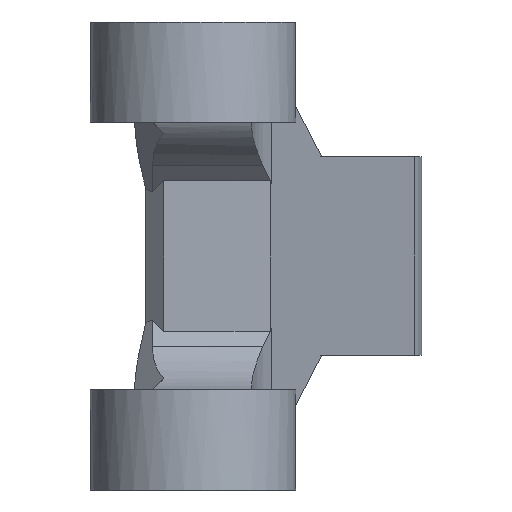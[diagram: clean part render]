
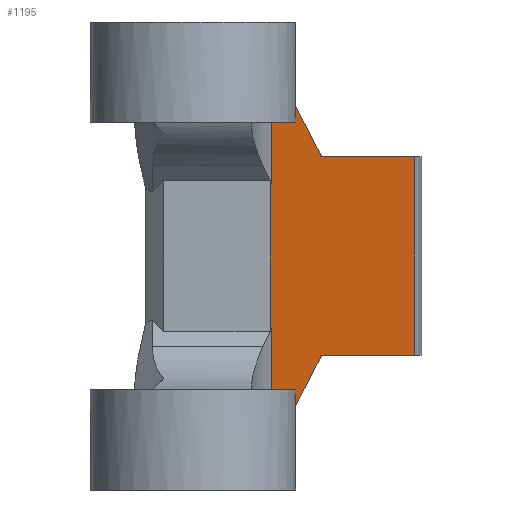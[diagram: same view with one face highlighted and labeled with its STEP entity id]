
A CAD part, left-side view. The second image highlights one B-rep face of the part: STEP entity #1195.
In plain terms, the highlighted planar face has unit normal (-0.5, -0.866, 0).
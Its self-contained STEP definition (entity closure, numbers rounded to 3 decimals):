
#14 = EDGE_CURVE ( 'NONE', #803, #1338, #75, .T. ) ;
#45 = EDGE_CURVE ( 'NONE', #1341, #1333, #1332, .T. ) ;
#53 = VERTEX_POINT ( 'NONE', #1110 ) ;
#70 = LINE ( 'NONE', #804, #1326 ) ;
#75 = LINE ( 'NONE', #817, #312 ) ;
#97 = CARTESIAN_POINT ( 'NONE',  ( 3., 5.196, -31.8 ) ) ;
#98 = EDGE_CURVE ( 'NONE', #1193, #540, #1447, .T. ) ;
#135 = CARTESIAN_POINT ( 'NONE',  ( 21.249, -5.34, -2.604 ) ) ;
#151 = LINE ( 'NONE', #527, #241 ) ;
#164 = ORIENTED_EDGE ( 'NONE', *, *, #14, .T. ) ;
#173 = ORIENTED_EDGE ( 'NONE', *, *, #550, .F. ) ;
#179 = LINE ( 'NONE', #681, #346 ) ;
#220 = DIRECTION ( 'NONE',  ( 0., 0., 1. ) ) ;
#221 = EDGE_CURVE ( 'NONE', #540, #566, #151, .T. ) ;
#228 = CARTESIAN_POINT ( 'NONE',  ( 21.554, -5.516, -28.871 ) ) ;
#232 = EDGE_LOOP ( 'NONE', ( #259, #921, #1463, #173, #958, #586, #915, #558, #364, #1448, #1513, #164 ) ) ;
#241 = VECTOR ( 'NONE', #1027, 1000. ) ;
#259 = ORIENTED_EDGE ( 'NONE', *, *, #594, .T. ) ;
#293 = LINE ( 'NONE', #914, #1355 ) ;
#311 = DIRECTION ( 'NONE',  ( 0.866, -0.5, 0. ) ) ;
#312 = VECTOR ( 'NONE', #592, 1000. ) ;
#329 = DIRECTION ( 'NONE',  ( -0.623, 0.36, 0.695 ) ) ;
#346 = VECTOR ( 'NONE', #311, 1000. ) ;
#351 = CARTESIAN_POINT ( 'NONE',  ( 3., 5.196, -22.65 ) ) ;
#353 = CARTESIAN_POINT ( 'NONE',  ( 21.455, -5.459, -28.982 ) ) ;
#364 = ORIENTED_EDGE ( 'NONE', *, *, #970, .T. ) ;
#382 = CARTESIAN_POINT ( 'NONE',  ( 21.072, -5.238, -21. ) ) ;
#389 = CARTESIAN_POINT ( 'NONE',  ( 21.249, -5.34, -20.823 ) ) ;
#391 = CARTESIAN_POINT ( 'NONE',  ( 21.249, -5.34, -31.8 ) ) ;
#463 = EDGE_CURVE ( 'NONE', #1581, #794, #179, .T. ) ;
#465 = CARTESIAN_POINT ( 'NONE',  ( 21.554, -5.516, -2.929 ) ) ;
#483 = CARTESIAN_POINT ( 'NONE',  ( 27.132, -8.736, -22.65 ) ) ;
#527 = CARTESIAN_POINT ( 'NONE',  ( 19.048, -4.069, -31.666 ) ) ;
#540 = VERTEX_POINT ( 'NONE', #228 ) ;
#550 = EDGE_CURVE ( 'NONE', #1288, #566, #1242, .T. ) ;
#558 = ORIENTED_EDGE ( 'NONE', *, *, #45, .T. ) ;
#566 = VERTEX_POINT ( 'NONE', #483 ) ;
#586 = ORIENTED_EDGE ( 'NONE', *, *, #463, .F. ) ;
#591 = DIRECTION ( 'NONE',  ( -0.655, 0.378, 0.655 ) ) ;
#592 = DIRECTION ( 'NONE',  ( 0.655, -0.378, 0.655 ) ) ;
#594 = EDGE_CURVE ( 'NONE', #1338, #1193, #906, .T. ) ;
#599 = LINE ( 'NONE', #1107, #1384 ) ;
#627 = EDGE_CURVE ( 'NONE', #1288, #794, #599, .T. ) ;
#666 = EDGE_CURVE ( 'NONE', #1422, #803, #934, .T. ) ;
#681 = CARTESIAN_POINT ( 'NONE',  ( 3., 5.196, -9.15 ) ) ;
#768 = CARTESIAN_POINT ( 'NONE',  ( 38., -15.011, -22.65 ) ) ;
#794 = VERTEX_POINT ( 'NONE', #1343 ) ;
#803 = VERTEX_POINT ( 'NONE', #382 ) ;
#804 = CARTESIAN_POINT ( 'NONE',  ( 19.048, -4.069, -0.134 ) ) ;
#817 = CARTESIAN_POINT ( 'NONE',  ( 6.116, 3.397, -35.955 ) ) ;
#848 = CARTESIAN_POINT ( 'NONE',  ( 21.249, -5.34, -2.604 ) ) ;
#862 = PLANE ( 'NONE',  #1433 ) ;
#865 = DIRECTION ( 'NONE',  ( 0., 0., -1. ) ) ;
#906 = LINE ( 'NONE', #391, #1554 ) ;
#914 = CARTESIAN_POINT ( 'NONE',  ( 21.249, -5.34, -8.656 ) ) ;
#915 = ORIENTED_EDGE ( 'NONE', *, *, #1586, .T. ) ;
#921 = ORIENTED_EDGE ( 'NONE', *, *, #98, .T. ) ;
#934 = LINE ( 'NONE', #1585, #1089 ) ;
#958 = ORIENTED_EDGE ( 'NONE', *, *, #627, .T. ) ;
#968 = CARTESIAN_POINT ( 'NONE',  ( 27.132, -8.736, -9.15 ) ) ;
#970 = EDGE_CURVE ( 'NONE', #1333, #53, #293, .T. ) ;
#972 = CARTESIAN_POINT ( 'NONE',  ( 21.455, -5.459, -2.818 ) ) ;
#982 = VECTOR ( 'NONE', #1117, 1000. ) ;
#1010 = CARTESIAN_POINT ( 'NONE',  ( 21.249, -5.34, -29.196 ) ) ;
#1019 = CARTESIAN_POINT ( 'NONE',  ( 21.554, -5.516, -2.929 ) ) ;
#1027 = DIRECTION ( 'NONE',  ( 0.623, -0.36, 0.695 ) ) ;
#1066 = CARTESIAN_POINT ( 'NONE',  ( 21.072, -5.238, -10.8 ) ) ;
#1089 = VECTOR ( 'NONE', #865, 1000. ) ;
#1107 = CARTESIAN_POINT ( 'NONE',  ( 38., -15.011, -31.8 ) ) ;
#1110 = CARTESIAN_POINT ( 'NONE',  ( 21.249, -5.34, -10.977 ) ) ;
#1117 = DIRECTION ( 'NONE',  ( -0.866, 0.5, 0. ) ) ;
#1129 = FACE_OUTER_BOUND ( 'NONE', #232, .T. ) ;
#1170 = VECTOR ( 'NONE', #591, 1000. ) ;
#1193 = VERTEX_POINT ( 'NONE', #1010 ) ;
#1195 = ADVANCED_FACE ( 'NONE', ( #1129 ), #862, .T. ) ;
#1225 = CARTESIAN_POINT ( 'NONE',  ( 19.745, -4.472, -9.473 ) ) ;
#1242 = LINE ( 'NONE', #351, #982 ) ;
#1243 = CARTESIAN_POINT ( 'NONE',  ( 21.554, -5.516, -28.871 ) ) ;
#1245 = DIRECTION ( 'NONE',  ( 0.866, -0.5, 0. ) ) ;
#1260 = CARTESIAN_POINT ( 'NONE',  ( 21.353, -5.4, -29.09 ) ) ;
#1276 = DIRECTION ( 'NONE',  ( 0., 0., -1. ) ) ;
#1288 = VERTEX_POINT ( 'NONE', #768 ) ;
#1295 = DIRECTION ( 'NONE',  ( 0., 0., -1. ) ) ;
#1326 = VECTOR ( 'NONE', #329, 1000. ) ;
#1332 =( BOUNDED_CURVE ( )  B_SPLINE_CURVE ( 3, ( #465, #972, #1477, #848 ),
 .UNSPECIFIED., .F., .T. ) 
 B_SPLINE_CURVE_WITH_KNOTS ( ( 4, 4 ),
 ( 3.927, 3.974 ),
 .UNSPECIFIED. ) 
 CURVE ( )  GEOMETRIC_REPRESENTATION_ITEM ( )  RATIONAL_B_SPLINE_CURVE ( ( 1., 1., 1., 1. ) ) 
 REPRESENTATION_ITEM ( '' )  );
#1333 = VERTEX_POINT ( 'NONE', #135 ) ;
#1338 = VERTEX_POINT ( 'NONE', #389 ) ;
#1341 = VERTEX_POINT ( 'NONE', #1019 ) ;
#1343 = CARTESIAN_POINT ( 'NONE',  ( 38., -15.011, -9.15 ) ) ;
#1346 = LINE ( 'NONE', #1225, #1170 ) ;
#1355 = VECTOR ( 'NONE', #1295, 1000. ) ;
#1377 = DIRECTION ( 'NONE',  ( -0.5, -0.866, 0. ) ) ;
#1384 = VECTOR ( 'NONE', #220, 1000. ) ;
#1422 = VERTEX_POINT ( 'NONE', #1066 ) ;
#1433 = AXIS2_PLACEMENT_3D ( 'NONE', #97, #1377, #1245 ) ;
#1447 =( BOUNDED_CURVE ( )  B_SPLINE_CURVE ( 3, ( #1496, #1260, #353, #1243 ),
 .UNSPECIFIED., .F., .T. ) 
 B_SPLINE_CURVE_WITH_KNOTS ( ( 4, 4 ),
 ( 2.309, 2.356 ),
 .UNSPECIFIED. ) 
 CURVE ( )  GEOMETRIC_REPRESENTATION_ITEM ( )  RATIONAL_B_SPLINE_CURVE ( ( 1., 1., 1., 1. ) ) 
 REPRESENTATION_ITEM ( '' )  );
#1448 = ORIENTED_EDGE ( 'NONE', *, *, #1549, .T. ) ;
#1463 = ORIENTED_EDGE ( 'NONE', *, *, #221, .T. ) ;
#1477 = CARTESIAN_POINT ( 'NONE',  ( 21.353, -5.4, -2.71 ) ) ;
#1496 = CARTESIAN_POINT ( 'NONE',  ( 21.249, -5.34, -29.196 ) ) ;
#1513 = ORIENTED_EDGE ( 'NONE', *, *, #666, .T. ) ;
#1549 = EDGE_CURVE ( 'NONE', #53, #1422, #1346, .T. ) ;
#1554 = VECTOR ( 'NONE', #1276, 1000. ) ;
#1581 = VERTEX_POINT ( 'NONE', #968 ) ;
#1585 = CARTESIAN_POINT ( 'NONE',  ( 21.072, -5.238, -31.8 ) ) ;
#1586 = EDGE_CURVE ( 'NONE', #1581, #1341, #70, .T. ) ;
